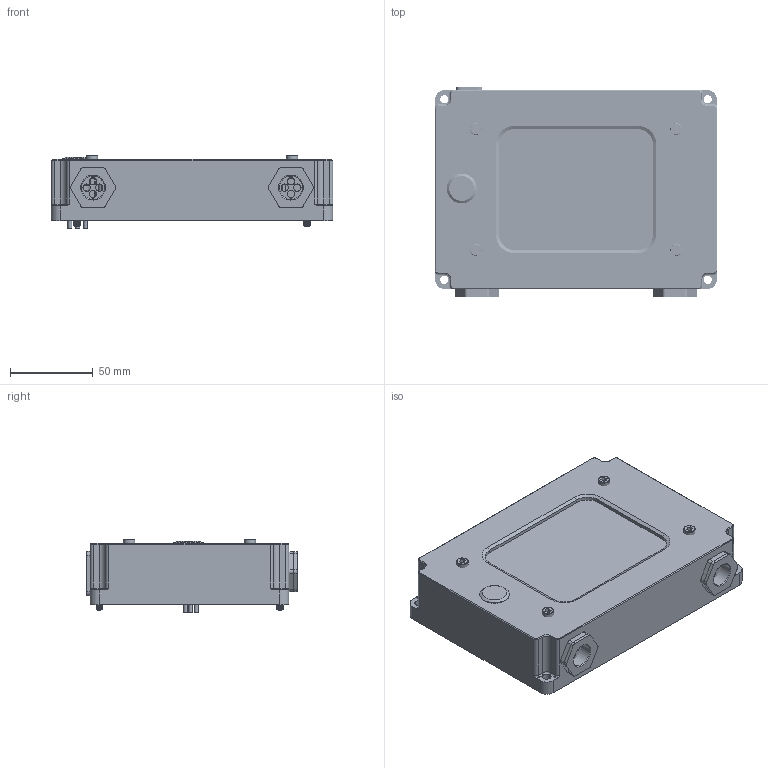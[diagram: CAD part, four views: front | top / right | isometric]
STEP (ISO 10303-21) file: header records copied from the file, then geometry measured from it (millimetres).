
FILE_DESCRIPTION(/* description */ (''),/* implementation_level */ '2;1');
FILE_NAME(/* name */ 'UBox enclosure.step',/* time_stamp */ '2021-12-16T20:38:42-05:00',/* author */ (''),/* organization */ (''),/* preprocessor_version */ 'ST-DEVELOPER v18.1',/* originating_system */ 'Autodesk Translation Framework v10.10.0.1391',/* authorisation */ '');
FILE_SCHEMA (('AUTOMOTIVE_DESIGN { 1 0 10303 214 3 1 1 }'));
Products named in the file (10): UBox enclosure 3; M4 Socket Cap Screw 14mm; Ubox v6; Ubox; Switch; Lid; Helix Gromet MK2 4Wire 20mm; Helix Gromet MK2 4Wire 20mm v3(Mirror); Xt90 10awg TPU gromet; Xt90 10awg
Assembly tree (9 placements, depth 3):
  UBox enclosure 3
    M4 Socket Cap Screw 14mm
    Ubox v6
      Ubox
      Switch
    Lid
    Helix Gromet MK2 4Wire 20mm
    Helix Gromet MK2 4Wire 20mm v3(Mirror)
    Xt90 10awg TPU gromet
      Xt90 10awg
Bounding box: 170 x 127 x 44.38 mm (x, y, z)
Volume: 341013.2 mm3; surface area: 122925.6 mm2
Topology: 24 solids, 24 shells, 1283 faces, 3276 edges, 2117 vertices
Faces by surface type: cylinder 622, plane 469, torus 88, cone 55, bspline 49
Full cylindrical faces by diameter (mm): 2.5 x4, 3.111 x48, 3.908 x63, 4.25 x8, 4.4 x6, 4.9 x2, 5 x4, 5.5 x10, 7 x8, 13.741 x14, 14 x4, 14.035 x2, 14.2 x1, 14.5 x1, 14.884 x15, 15.152 x2, 15.2 x1, 15.741 x14, 16.035 x14, 16.484 x12, 17 x1, 17.152 x12, 18 x2, 18.741 x12, 19.635 x6, 19.684 x2, 19.884 x14, 20.152 x4, 20.684 x2, 25.884 x2
Entity records: 71027 total; most frequent: CARTESIAN_POINT 40756, ORIENTED_EDGE 6552, DIRECTION 5694, EDGE_CURVE 3276, VERTEX_POINT 2117, AXIS2_PLACEMENT_3D 2053, LINE 1588, VECTOR 1588
